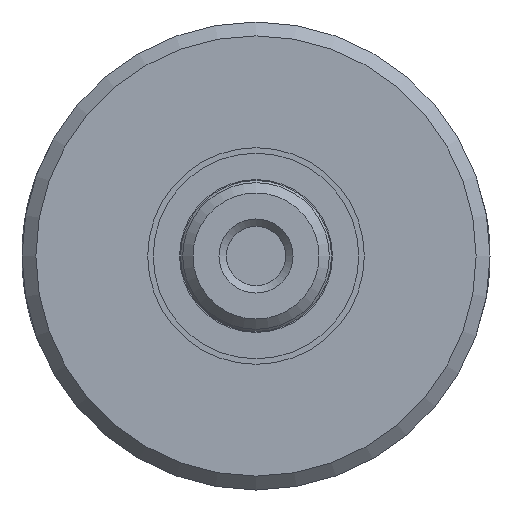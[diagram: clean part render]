
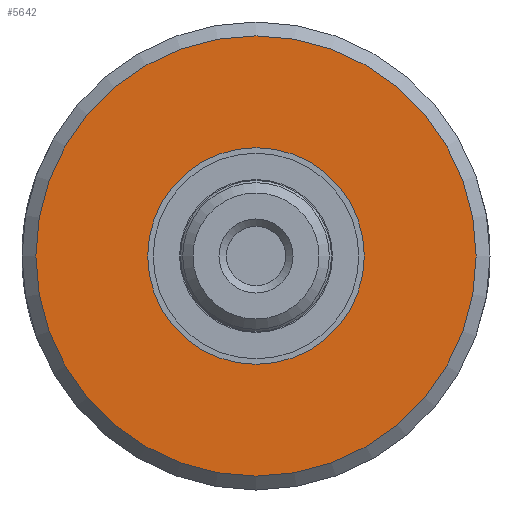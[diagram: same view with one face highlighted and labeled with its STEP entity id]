
A CAD part, left-side view. The second image highlights one B-rep face of the part: STEP entity #5642.
In plain terms, the highlighted planar face has unit normal (-1, 0, 0).
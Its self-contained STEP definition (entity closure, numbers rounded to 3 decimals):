
#64=FACE_BOUND('',#1964,.T.);
#1604=FACE_OUTER_BOUND('',#1963,.T.);
#1963=EDGE_LOOP('',(#5192));
#1964=EDGE_LOOP('',(#5193,#5194));
#2181=CIRCLE('',#6053,23.775);
#2182=CIRCLE('',#6056,11.7);
#2183=CIRCLE('',#6057,11.7);
#2740=VERTEX_POINT('',#48783);
#2741=VERTEX_POINT('',#48788);
#2742=VERTEX_POINT('',#48789);
#3566=EDGE_CURVE('',#2740,#2740,#2181,.T.);
#3567=EDGE_CURVE('',#2741,#2742,#2182,.T.);
#3568=EDGE_CURVE('',#2742,#2741,#2183,.T.);
#5192=ORIENTED_EDGE('',*,*,#3566,.F.);
#5193=ORIENTED_EDGE('',*,*,#3567,.T.);
#5194=ORIENTED_EDGE('',*,*,#3568,.T.);
#5329=PLANE('',#6055);
#5642=ADVANCED_FACE('',(#1604,#64),#5329,.T.);
#6053=AXIS2_PLACEMENT_3D('',#48785,#7137,#7138);
#6055=AXIS2_PLACEMENT_3D('',#48787,#7141,#7142);
#6056=AXIS2_PLACEMENT_3D('',#48790,#7143,#7144);
#6057=AXIS2_PLACEMENT_3D('',#48791,#7145,#7146);
#7137=DIRECTION('center_axis',(1.,0.,0.));
#7138=DIRECTION('ref_axis',(0.,-1.,0.));
#7141=DIRECTION('center_axis',(-1.,0.,0.));
#7142=DIRECTION('ref_axis',(0.,0.,1.));
#7143=DIRECTION('center_axis',(1.,0.,0.));
#7144=DIRECTION('ref_axis',(0.,1.,0.));
#7145=DIRECTION('center_axis',(1.,0.,0.));
#7146=DIRECTION('ref_axis',(0.,1.,0.));
#48783=CARTESIAN_POINT('',(0.,23.775,0.));
#48785=CARTESIAN_POINT('Origin',(0.,0.,0.));
#48787=CARTESIAN_POINT('Origin',(0.,18.488,0.));
#48788=CARTESIAN_POINT('',(0.,11.7,0.));
#48789=CARTESIAN_POINT('',(0.,-11.7,0.));
#48790=CARTESIAN_POINT('Origin',(0.,0.,0.));
#48791=CARTESIAN_POINT('Origin',(0.,0.,0.));
